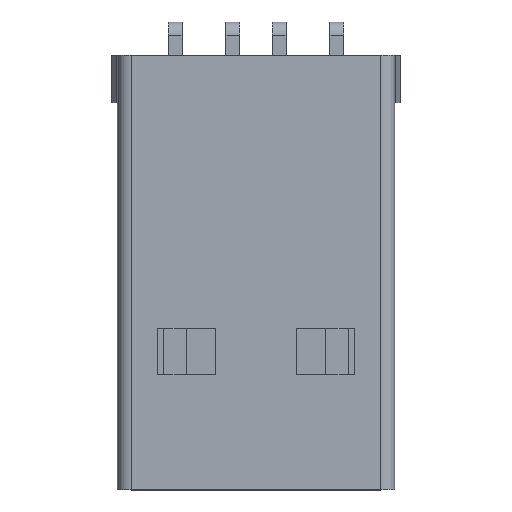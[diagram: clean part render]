
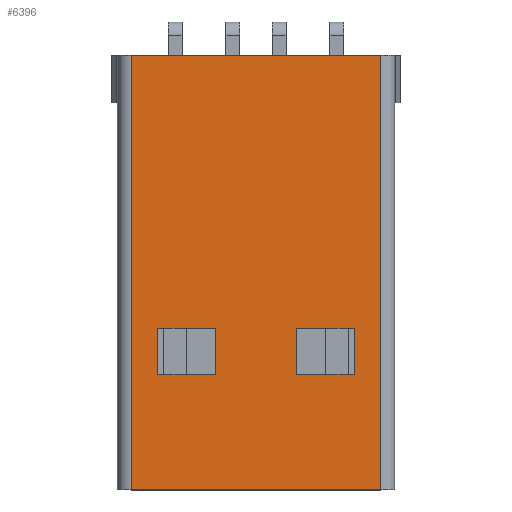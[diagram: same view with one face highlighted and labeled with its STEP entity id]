
A CAD part, top view. The second image highlights one B-rep face of the part: STEP entity #6396.
In plain terms, the highlighted planar face has unit normal (0, 0, 1).
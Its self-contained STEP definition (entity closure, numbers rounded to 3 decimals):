
#301 = EDGE_LOOP ( 'NONE', ( #9488, #17961, #4169, #16854 ) ) ;
#325 = VERTEX_POINT ( 'NONE', #3366 ) ;
#360 = EDGE_LOOP ( 'NONE', ( #1862, #16816, #5098, #5128 ) ) ;
#364 = VECTOR ( 'NONE', #1951, 1000. ) ;
#468 = CARTESIAN_POINT ( 'NONE',  ( -1.75, -13.8, 2.25 ) ) ;
#519 = EDGE_CURVE ( 'NONE', #5327, #8167, #8030, .T. ) ;
#852 = LINE ( 'NONE', #2168, #3384 ) ;
#919 = ORIENTED_EDGE ( 'NONE', *, *, #519, .T. ) ;
#1089 = DIRECTION ( 'NONE',  ( 1., 0., 0. ) ) ;
#1495 = CARTESIAN_POINT ( 'NONE',  ( -5.4, -18.8, 2.25 ) ) ;
#1527 = VERTEX_POINT ( 'NONE', #4417 ) ;
#1862 = ORIENTED_EDGE ( 'NONE', *, *, #17083, .F. ) ;
#1906 = ORIENTED_EDGE ( 'NONE', *, *, #3988, .T. ) ;
#1951 = DIRECTION ( 'NONE',  ( -1., 0., 0. ) ) ;
#2168 = CARTESIAN_POINT ( 'NONE',  ( 1.75, -11.8, 2.25 ) ) ;
#2288 = EDGE_CURVE ( 'NONE', #1527, #8167, #10893, .T. ) ;
#2333 = LINE ( 'NONE', #13311, #3095 ) ;
#2374 = ORIENTED_EDGE ( 'NONE', *, *, #10048, .F. ) ;
#2708 = CARTESIAN_POINT ( 'NONE',  ( -4.25, -13.8, 2.25 ) ) ;
#3095 = VECTOR ( 'NONE', #9239, 1000. ) ;
#3174 = LINE ( 'NONE', #6112, #6325 ) ;
#3189 = EDGE_CURVE ( 'NONE', #12006, #11994, #852, .T. ) ;
#3240 = CARTESIAN_POINT ( 'NONE',  ( 5.4, -18.8, 2.25 ) ) ;
#3358 = EDGE_CURVE ( 'NONE', #11994, #5054, #2333, .T. ) ;
#3366 = CARTESIAN_POINT ( 'NONE',  ( -4.25, -13.8, 2.25 ) ) ;
#3384 = VECTOR ( 'NONE', #4887, 1000. ) ;
#3988 = EDGE_CURVE ( 'NONE', #9476, #5327, #10469, .T. ) ;
#4055 = VECTOR ( 'NONE', #9069, 1000. ) ;
#4169 = ORIENTED_EDGE ( 'NONE', *, *, #3358, .F. ) ;
#4230 = DIRECTION ( 'NONE',  ( 0., 0., 1. ) ) ;
#4417 = CARTESIAN_POINT ( 'NONE',  ( -5.4, 0., 2.25 ) ) ;
#4875 = VECTOR ( 'NONE', #9149, 1000. ) ;
#4887 = DIRECTION ( 'NONE',  ( -1., 0., 0. ) ) ;
#5052 = VECTOR ( 'NONE', #10164, 1000. ) ;
#5054 = VERTEX_POINT ( 'NONE', #17774 ) ;
#5098 = ORIENTED_EDGE ( 'NONE', *, *, #11754, .F. ) ;
#5128 = ORIENTED_EDGE ( 'NONE', *, *, #7582, .F. ) ;
#5327 = VERTEX_POINT ( 'NONE', #3240 ) ;
#5362 = DIRECTION ( 'NONE',  ( 0., 1., 0. ) ) ;
#5367 = VERTEX_POINT ( 'NONE', #5982 ) ;
#5486 = EDGE_CURVE ( 'NONE', #5054, #5367, #12602, .T. ) ;
#5982 = CARTESIAN_POINT ( 'NONE',  ( 4.25, -13.8, 2.25 ) ) ;
#5998 = LINE ( 'NONE', #1495, #8203 ) ;
#6112 = CARTESIAN_POINT ( 'NONE',  ( -1.75, -11.8, 2.25 ) ) ;
#6325 = VECTOR ( 'NONE', #17983, 1000. ) ;
#6396 = ADVANCED_FACE ( 'NONE', ( #10875, #9367, #17809 ), #7683, .T. ) ;
#6867 = CARTESIAN_POINT ( 'NONE',  ( -1.75, -11.8, 2.25 ) ) ;
#6899 = CARTESIAN_POINT ( 'NONE',  ( 4.25, -11.8, 2.25 ) ) ;
#7102 = LINE ( 'NONE', #12825, #4875 ) ;
#7188 = DIRECTION ( 'NONE',  ( 0., 1., 0. ) ) ;
#7544 = VECTOR ( 'NONE', #5362, 1000. ) ;
#7582 = EDGE_CURVE ( 'NONE', #7898, #7733, #10538, .T. ) ;
#7683 = PLANE ( 'NONE',  #17469 ) ;
#7733 = VERTEX_POINT ( 'NONE', #11573 ) ;
#7898 = VERTEX_POINT ( 'NONE', #6867 ) ;
#8030 = LINE ( 'NONE', #13767, #7544 ) ;
#8167 = VERTEX_POINT ( 'NONE', #16930 ) ;
#8203 = VECTOR ( 'NONE', #7188, 1000. ) ;
#8423 = DIRECTION ( 'NONE',  ( 1., 0., 0. ) ) ;
#9069 = DIRECTION ( 'NONE',  ( 1., 0., 0. ) ) ;
#9149 = DIRECTION ( 'NONE',  ( 0., -1., 0. ) ) ;
#9239 = DIRECTION ( 'NONE',  ( 0., -1., 0. ) ) ;
#9367 = FACE_BOUND ( 'NONE', #301, .T. ) ;
#9476 = VERTEX_POINT ( 'NONE', #10058 ) ;
#9488 = ORIENTED_EDGE ( 'NONE', *, *, #14898, .F. ) ;
#10048 = EDGE_CURVE ( 'NONE', #9476, #1527, #5998, .T. ) ;
#10058 = CARTESIAN_POINT ( 'NONE',  ( -5.4, -18.8, 2.25 ) ) ;
#10164 = DIRECTION ( 'NONE',  ( 0., 1., 0. ) ) ;
#10469 = LINE ( 'NONE', #15235, #4055 ) ;
#10538 = LINE ( 'NONE', #16334, #364 ) ;
#10875 = FACE_BOUND ( 'NONE', #360, .T. ) ;
#10893 = LINE ( 'NONE', #15264, #14123 ) ;
#11106 = VECTOR ( 'NONE', #8423, 1000. ) ;
#11295 = CARTESIAN_POINT ( 'NONE',  ( 1.75, -11.8, 2.25 ) ) ;
#11573 = CARTESIAN_POINT ( 'NONE',  ( -4.25, -11.8, 2.25 ) ) ;
#11754 = EDGE_CURVE ( 'NONE', #7733, #325, #7102, .T. ) ;
#11994 = VERTEX_POINT ( 'NONE', #11295 ) ;
#12006 = VERTEX_POINT ( 'NONE', #6899 ) ;
#12175 = ORIENTED_EDGE ( 'NONE', *, *, #2288, .F. ) ;
#12547 = EDGE_LOOP ( 'NONE', ( #12175, #2374, #1906, #919 ) ) ;
#12602 = LINE ( 'NONE', #18142, #14714 ) ;
#12825 = CARTESIAN_POINT ( 'NONE',  ( -4.25, -11.8, 2.25 ) ) ;
#13031 = LINE ( 'NONE', #2708, #11106 ) ;
#13311 = CARTESIAN_POINT ( 'NONE',  ( 1.75, -11.8, 2.25 ) ) ;
#13767 = CARTESIAN_POINT ( 'NONE',  ( 5.4, -18.8, 2.25 ) ) ;
#14123 = VECTOR ( 'NONE', #17923, 1000. ) ;
#14440 = CARTESIAN_POINT ( 'NONE',  ( 4.25, -11.8, 2.25 ) ) ;
#14714 = VECTOR ( 'NONE', #1089, 1000. ) ;
#14835 = LINE ( 'NONE', #14440, #5052 ) ;
#14898 = EDGE_CURVE ( 'NONE', #5367, #12006, #14835, .T. ) ;
#15235 = CARTESIAN_POINT ( 'NONE',  ( -5.4, -18.8, 2.25 ) ) ;
#15264 = CARTESIAN_POINT ( 'NONE',  ( -5.4, 0., 2.25 ) ) ;
#16324 = VERTEX_POINT ( 'NONE', #468 ) ;
#16334 = CARTESIAN_POINT ( 'NONE',  ( -4.25, -11.8, 2.25 ) ) ;
#16816 = ORIENTED_EDGE ( 'NONE', *, *, #16946, .F. ) ;
#16834 = DIRECTION ( 'NONE',  ( 1., 0., 0. ) ) ;
#16854 = ORIENTED_EDGE ( 'NONE', *, *, #3189, .F. ) ;
#16930 = CARTESIAN_POINT ( 'NONE',  ( 5.4, 0., 2.25 ) ) ;
#16946 = EDGE_CURVE ( 'NONE', #325, #16324, #13031, .T. ) ;
#17083 = EDGE_CURVE ( 'NONE', #16324, #7898, #3174, .T. ) ;
#17469 = AXIS2_PLACEMENT_3D ( 'NONE', #18570, #4230, #16834 ) ;
#17774 = CARTESIAN_POINT ( 'NONE',  ( 1.75, -13.8, 2.25 ) ) ;
#17809 = FACE_OUTER_BOUND ( 'NONE', #12547, .T. ) ;
#17923 = DIRECTION ( 'NONE',  ( 1., 0., 0. ) ) ;
#17961 = ORIENTED_EDGE ( 'NONE', *, *, #5486, .F. ) ;
#17983 = DIRECTION ( 'NONE',  ( 0., 1., 0. ) ) ;
#18142 = CARTESIAN_POINT ( 'NONE',  ( 1.75, -13.8, 2.25 ) ) ;
#18570 = CARTESIAN_POINT ( 'NONE',  ( -5.4, -18.8, 2.25 ) ) ;
